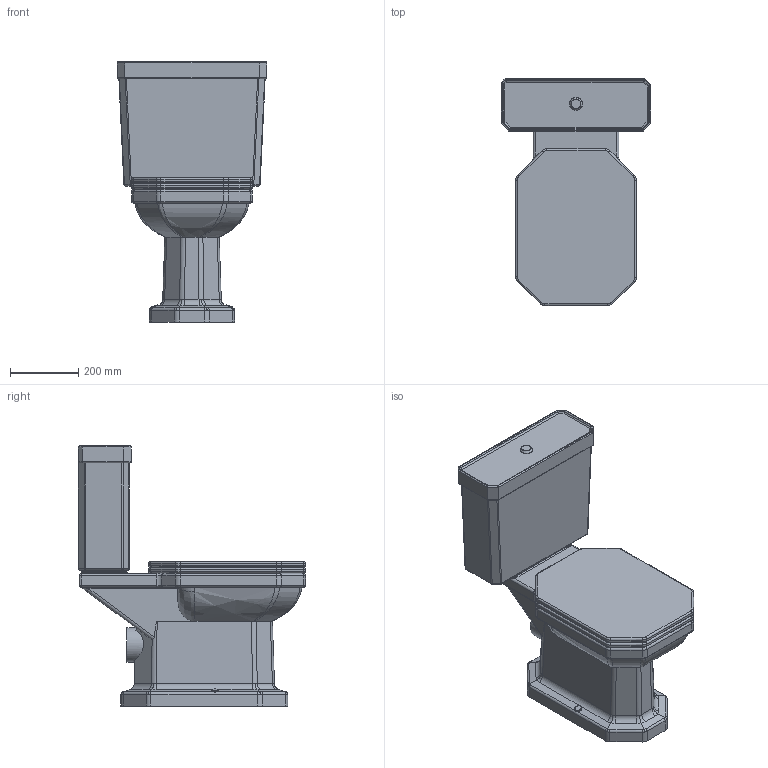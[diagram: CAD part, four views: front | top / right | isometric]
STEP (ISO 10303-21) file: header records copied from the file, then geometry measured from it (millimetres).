
FILE_DESCRIPTION((''),'2;1');
FILE_NAME('22709.stp','2008-01-03T11:08:53',('Huebner'),(''),'Autodesk Inventor 11','Autodesk Inventor 11','');
FILE_SCHEMA(('AUTOMOTIVE_DESIGN { 1 0 10303 214 1 1 1 1 }'));
Length unit declared in the file: millimetre
Products named in the file (7): 22709; 087220; WC_Deckel_22709_U; WC_Deckel_22709_Ob; WC-Stopfen; Spülkastenstopfen
Assembly tree (7 placements, depth 2):
  22709
    22709
    087220
    WC_Deckel_22709_U
    WC_Deckel_22709_Ob
    WC-Stopfen  x2
    Spülkastenstopfen
Bounding box: 440 x 667.5 x 765 mm (x, y, z)
Volume: 51667947.5 mm3; surface area: 2146254.2 mm2
Topology: 7 solids, 11 shells, 596 faces, 1373 edges, 807 vertices
Faces by surface type: cylinder 258, plane 165, torus 87, bspline 77, sphere 8, cone 1
Full cylindrical faces by diameter (mm): 15 x8, 18 x4, 20 x1, 21 x8, 22 x2, 25 x1, 41.096 x1, 50 x2, 88 x1, 102 x1
Entity records: 21518 total; most frequent: CARTESIAN_POINT 8221, DIRECTION 2887, ORIENTED_EDGE 2618, EDGE_CURVE 1309, AXIS2_PLACEMENT_3D 1159, VERTEX_POINT 794, EDGE_LOOP 657, FACE_OUTER_BOUND 589
